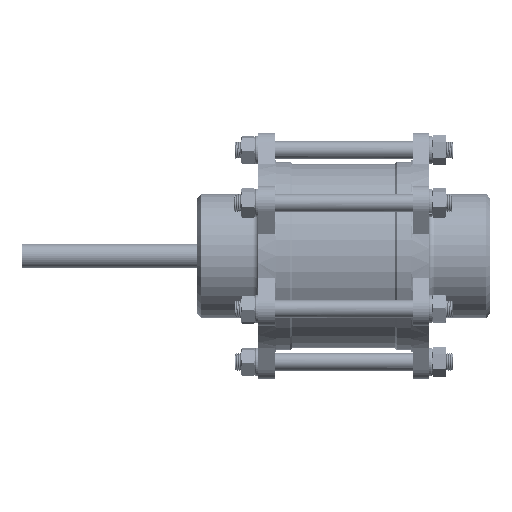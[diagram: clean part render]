
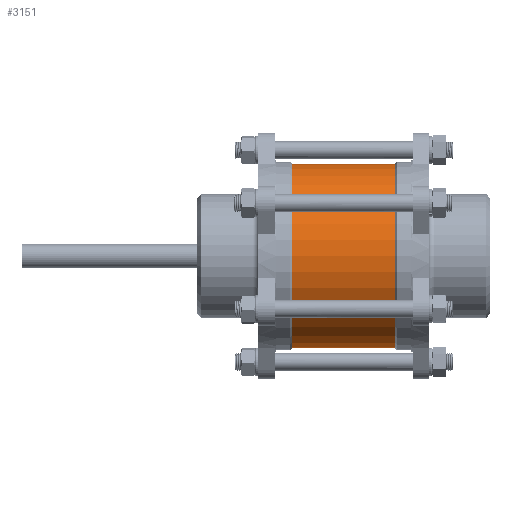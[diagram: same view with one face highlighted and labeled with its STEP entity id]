
A CAD part, front view. The second image highlights one B-rep face of the part: STEP entity #3151.
In plain terms, the highlighted cylindrical face has radius 84.75 mm (diameter 169.5 mm), a partial arc.
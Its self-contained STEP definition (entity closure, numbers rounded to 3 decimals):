
#104 = VERTEX_POINT ( 'NONE', #63673 ) ;
#502 = FACE_OUTER_BOUND ( 'NONE', #52113, .T. ) ;
#1124 = DIRECTION ( 'NONE',  ( -1., 0., 0. ) ) ;
#1750 = DIRECTION ( 'NONE',  ( 0., 0., 1. ) ) ;
#3151 = ADVANCED_FACE ( 'NONE', ( #502 ), #58931, .T. ) ;
#3920 = EDGE_CURVE ( 'NONE', #24536, #24091, #31486, .T. ) ;
#10763 = CARTESIAN_POINT ( 'NONE',  ( 47.25, 0., 84.75 ) ) ;
#12051 = AXIS2_PLACEMENT_3D ( 'NONE', #71683, #36710, #1750 ) ;
#14136 = CARTESIAN_POINT ( 'NONE',  ( -78.532, 0., 84.75 ) ) ;
#15973 = CARTESIAN_POINT ( 'NONE',  ( -78.532, 0., -84.75 ) ) ;
#17981 = ORIENTED_EDGE ( 'NONE', *, *, #3920, .F. ) ;
#21862 = DIRECTION ( 'NONE',  ( -1., 0., 0. ) ) ;
#21932 = CARTESIAN_POINT ( 'NONE',  ( -47.25, 0., -84.75 ) ) ;
#24091 = VERTEX_POINT ( 'NONE', #43396 ) ;
#24536 = VERTEX_POINT ( 'NONE', #21932 ) ;
#24869 = LINE ( 'NONE', #14136, #54060 ) ;
#25154 = DIRECTION ( 'NONE',  ( -1., 0., 0. ) ) ;
#25199 = VERTEX_POINT ( 'NONE', #10763 ) ;
#26207 = ORIENTED_EDGE ( 'NONE', *, *, #61029, .F. ) ;
#28079 = EDGE_CURVE ( 'NONE', #104, #25199, #60992, .T. ) ;
#31486 = CIRCLE ( 'NONE', #38936, 84.75 ) ;
#36067 = CARTESIAN_POINT ( 'NONE',  ( -47.25, 0., 0. ) ) ;
#36710 = DIRECTION ( 'NONE',  ( -1., 0., 0. ) ) ;
#38936 = AXIS2_PLACEMENT_3D ( 'NONE', #36067, #1124, #41959 ) ;
#41959 = DIRECTION ( 'NONE',  ( 0., 0., 1. ) ) ;
#43396 = CARTESIAN_POINT ( 'NONE',  ( -47.25, 0., 84.75 ) ) ;
#46139 = DIRECTION ( 'NONE',  ( 0., 0., 1. ) ) ;
#49331 = LINE ( 'NONE', #15973, #51160 ) ;
#51160 = VECTOR ( 'NONE', #21862, 1000. ) ;
#52113 = EDGE_LOOP ( 'NONE', ( #26207, #58037, #63316, #17981 ) ) ;
#54060 = VECTOR ( 'NONE', #25154, 1000. ) ;
#57501 = AXIS2_PLACEMENT_3D ( 'NONE', #63759, #57858, #46139 ) ;
#57858 = DIRECTION ( 'NONE',  ( -1., 0., 0. ) ) ;
#58037 = ORIENTED_EDGE ( 'NONE', *, *, #28079, .T. ) ;
#58197 = EDGE_CURVE ( 'NONE', #25199, #24091, #24869, .T. ) ;
#58931 = CYLINDRICAL_SURFACE ( 'NONE', #57501, 84.75 ) ;
#60992 = CIRCLE ( 'NONE', #12051, 84.75 ) ;
#61029 = EDGE_CURVE ( 'NONE', #104, #24536, #49331, .T. ) ;
#63316 = ORIENTED_EDGE ( 'NONE', *, *, #58197, .T. ) ;
#63673 = CARTESIAN_POINT ( 'NONE',  ( 47.25, 0., -84.75 ) ) ;
#63759 = CARTESIAN_POINT ( 'NONE',  ( -78.532, 0., 0. ) ) ;
#71683 = CARTESIAN_POINT ( 'NONE',  ( 47.25, 0., 0. ) ) ;
